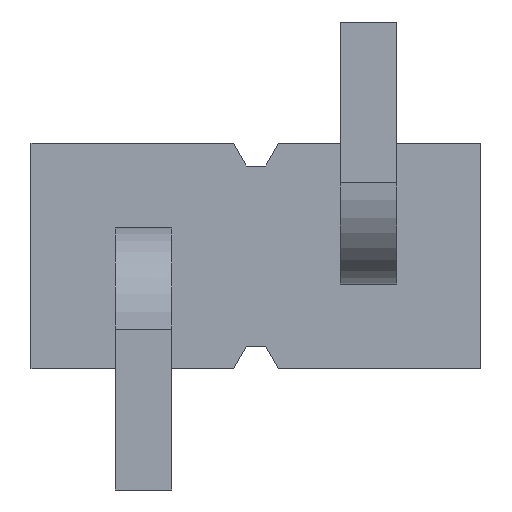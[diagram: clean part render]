
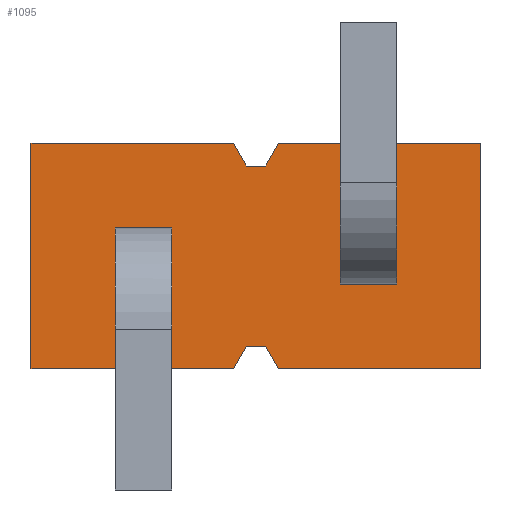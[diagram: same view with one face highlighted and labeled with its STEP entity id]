
A CAD part, front view. The second image highlights one B-rep face of the part: STEP entity #1095.
In plain terms, the highlighted planar face has unit normal (0, -1, 0).
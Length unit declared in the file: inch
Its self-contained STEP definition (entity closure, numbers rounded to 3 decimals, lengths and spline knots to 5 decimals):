
#68=ORIENTED_EDGE('',*,*,#380,.T.);
#69=ORIENTED_EDGE('',*,*,#381,.T.);
#70=ORIENTED_EDGE('',*,*,#382,.T.);
#71=ORIENTED_EDGE('',*,*,#383,.T.);
#72=ORIENTED_EDGE('',*,*,#384,.T.);
#73=ORIENTED_EDGE('',*,*,#385,.T.);
#74=ORIENTED_EDGE('',*,*,#386,.T.);
#75=ORIENTED_EDGE('',*,*,#387,.T.);
#76=ORIENTED_EDGE('',*,*,#388,.T.);
#77=ORIENTED_EDGE('',*,*,#389,.T.);
#78=ORIENTED_EDGE('',*,*,#390,.T.);
#79=ORIENTED_EDGE('',*,*,#391,.F.);
#80=ORIENTED_EDGE('',*,*,#392,.F.);
#81=ORIENTED_EDGE('',*,*,#393,.F.);
#82=ORIENTED_EDGE('',*,*,#394,.T.);
#83=ORIENTED_EDGE('',*,*,#395,.T.);
#84=ORIENTED_EDGE('',*,*,#396,.T.);
#85=ORIENTED_EDGE('',*,*,#397,.F.);
#86=ORIENTED_EDGE('',*,*,#398,.F.);
#87=ORIENTED_EDGE('',*,*,#399,.F.);
#380=EDGE_CURVE('',#536,#537,#640,.T.);
#381=EDGE_CURVE('',#537,#538,#641,.T.);
#382=EDGE_CURVE('',#538,#539,#642,.T.);
#383=EDGE_CURVE('',#539,#536,#643,.T.);
#384=EDGE_CURVE('',#540,#541,#644,.T.);
#385=EDGE_CURVE('',#541,#542,#645,.T.);
#386=EDGE_CURVE('',#542,#543,#646,.T.);
#387=EDGE_CURVE('',#543,#540,#647,.T.);
#388=EDGE_CURVE('',#544,#545,#648,.T.);
#389=EDGE_CURVE('',#545,#546,#649,.T.);
#390=EDGE_CURVE('',#546,#547,#650,.T.);
#391=EDGE_CURVE('',#548,#547,#651,.T.);
#392=EDGE_CURVE('',#549,#548,#652,.T.);
#393=EDGE_CURVE('',#550,#549,#653,.T.);
#394=EDGE_CURVE('',#550,#551,#654,.T.);
#395=EDGE_CURVE('',#551,#552,#655,.T.);
#396=EDGE_CURVE('',#552,#553,#656,.T.);
#397=EDGE_CURVE('',#554,#553,#657,.T.);
#398=EDGE_CURVE('',#555,#554,#658,.T.);
#399=EDGE_CURVE('',#544,#555,#659,.T.);
#536=VERTEX_POINT('',#1592);
#537=VERTEX_POINT('',#1593);
#538=VERTEX_POINT('',#1595);
#539=VERTEX_POINT('',#1597);
#540=VERTEX_POINT('',#1600);
#541=VERTEX_POINT('',#1601);
#542=VERTEX_POINT('',#1603);
#543=VERTEX_POINT('',#1605);
#544=VERTEX_POINT('',#1608);
#545=VERTEX_POINT('',#1609);
#546=VERTEX_POINT('',#1611);
#547=VERTEX_POINT('',#1613);
#548=VERTEX_POINT('',#1615);
#549=VERTEX_POINT('',#1617);
#550=VERTEX_POINT('',#1619);
#551=VERTEX_POINT('',#1621);
#552=VERTEX_POINT('',#1623);
#553=VERTEX_POINT('',#1625);
#554=VERTEX_POINT('',#1627);
#555=VERTEX_POINT('',#1629);
#640=LINE('',#1591,#788);
#641=LINE('',#1594,#789);
#642=LINE('',#1596,#790);
#643=LINE('',#1598,#791);
#644=LINE('',#1599,#792);
#645=LINE('',#1602,#793);
#646=LINE('',#1604,#794);
#647=LINE('',#1606,#795);
#648=LINE('',#1607,#796);
#649=LINE('',#1610,#797);
#650=LINE('',#1612,#798);
#651=LINE('',#1614,#799);
#652=LINE('',#1616,#800);
#653=LINE('',#1618,#801);
#654=LINE('',#1620,#802);
#655=LINE('',#1622,#803);
#656=LINE('',#1624,#804);
#657=LINE('',#1626,#805);
#658=LINE('',#1628,#806);
#659=LINE('',#1630,#807);
#788=VECTOR('',#1286,39.37008);
#789=VECTOR('',#1287,39.37008);
#790=VECTOR('',#1288,39.37008);
#791=VECTOR('',#1289,39.37008);
#792=VECTOR('',#1290,39.37008);
#793=VECTOR('',#1291,39.37008);
#794=VECTOR('',#1292,39.37008);
#795=VECTOR('',#1293,39.37008);
#796=VECTOR('',#1294,39.37008);
#797=VECTOR('',#1295,39.37008);
#798=VECTOR('',#1296,39.37008);
#799=VECTOR('',#1297,39.37008);
#800=VECTOR('',#1298,39.37008);
#801=VECTOR('',#1299,39.37008);
#802=VECTOR('',#1300,39.37008);
#803=VECTOR('',#1301,39.37008);
#804=VECTOR('',#1302,39.37008);
#805=VECTOR('',#1303,39.37008);
#806=VECTOR('',#1304,39.37008);
#807=VECTOR('',#1305,39.37008);
#919=EDGE_LOOP('',(#68,#69,#70,#71));
#920=EDGE_LOOP('',(#72,#73,#74,#75));
#921=EDGE_LOOP('',(#76,#77,#78,#79,#80,#81,#82,#83,#84,#85,#86,#87));
#981=FACE_BOUND('',#919,.T.);
#982=FACE_BOUND('',#920,.T.);
#983=FACE_BOUND('',#921,.T.);
#1041=PLANE('',#1192);
#1095=ADVANCED_FACE('',(#981,#982,#983),#1041,.F.);
#1192=AXIS2_PLACEMENT_3D('',#1590,#1284,#1285);
#1284=DIRECTION('',(0.,1.,0.));
#1285=DIRECTION('',(0.,0.,1.));
#1286=DIRECTION('',(0.,0.,1.));
#1287=DIRECTION('',(1.,0.,0.));
#1288=DIRECTION('',(0.,0.,-1.));
#1289=DIRECTION('',(-1.,0.,0.));
#1290=DIRECTION('',(0.,0.,1.));
#1291=DIRECTION('',(1.,0.,0.));
#1292=DIRECTION('',(0.,0.,-1.));
#1293=DIRECTION('',(-1.,0.,0.));
#1294=DIRECTION('',(0.5,0.,0.866));
#1295=DIRECTION('',(1.,0.,0.));
#1296=DIRECTION('',(0.5,0.,-0.866));
#1297=DIRECTION('',(-1.,0.,0.));
#1298=DIRECTION('',(0.,0.,-1.));
#1299=DIRECTION('',(1.,0.,0.));
#1300=DIRECTION('',(-0.5,0.,-0.866));
#1301=DIRECTION('',(-1.,0.,0.));
#1302=DIRECTION('',(-0.5,0.,0.866));
#1303=DIRECTION('',(1.,0.,0.));
#1304=DIRECTION('',(0.,0.,1.));
#1305=DIRECTION('',(-1.,0.,0.));
#1590=CARTESIAN_POINT('',(0.,-0.05,0.));
#1591=CARTESIAN_POINT('',(-0.0625,-0.05,-0.0125));
#1592=CARTESIAN_POINT('',(-0.0625,-0.05,-0.0125));
#1593=CARTESIAN_POINT('',(-0.0625,-0.05,0.0125));
#1594=CARTESIAN_POINT('',(-0.0625,-0.05,0.0125));
#1595=CARTESIAN_POINT('',(-0.0375,-0.05,0.0125));
#1596=CARTESIAN_POINT('',(-0.0375,-0.05,0.0125));
#1597=CARTESIAN_POINT('',(-0.0375,-0.05,-0.0125));
#1598=CARTESIAN_POINT('',(-0.0375,-0.05,-0.0125));
#1599=CARTESIAN_POINT('',(0.0375,-0.05,-0.0125));
#1600=CARTESIAN_POINT('',(0.0375,-0.05,-0.0125));
#1601=CARTESIAN_POINT('',(0.0375,-0.05,0.0125));
#1602=CARTESIAN_POINT('',(0.0375,-0.05,0.0125));
#1603=CARTESIAN_POINT('',(0.0625,-0.05,0.0125));
#1604=CARTESIAN_POINT('',(0.0625,-0.05,0.0125));
#1605=CARTESIAN_POINT('',(0.0625,-0.05,-0.0125));
#1606=CARTESIAN_POINT('',(0.0625,-0.05,-0.0125));
#1607=CARTESIAN_POINT('',(-0.01,-0.05,-0.05));
#1608=CARTESIAN_POINT('',(-0.01,-0.05,-0.05));
#1609=CARTESIAN_POINT('',(-0.00423,-0.05,-0.04));
#1610=CARTESIAN_POINT('',(-0.00423,-0.05,-0.04));
#1611=CARTESIAN_POINT('',(0.00423,-0.05,-0.04));
#1612=CARTESIAN_POINT('',(0.00423,-0.05,-0.04));
#1613=CARTESIAN_POINT('',(0.01,-0.05,-0.05));
#1614=CARTESIAN_POINT('',(0.1,-0.05,-0.05));
#1615=CARTESIAN_POINT('',(0.1,-0.05,-0.05));
#1616=CARTESIAN_POINT('',(0.1,-0.05,0.05));
#1617=CARTESIAN_POINT('',(0.1,-0.05,0.05));
#1618=CARTESIAN_POINT('',(-0.1,-0.05,0.05));
#1619=CARTESIAN_POINT('',(0.01,-0.05,0.05));
#1620=CARTESIAN_POINT('',(0.01,-0.05,0.05));
#1621=CARTESIAN_POINT('',(0.00423,-0.05,0.04));
#1622=CARTESIAN_POINT('',(0.00423,-0.05,0.04));
#1623=CARTESIAN_POINT('',(-0.00423,-0.05,0.04));
#1624=CARTESIAN_POINT('',(-0.00423,-0.05,0.04));
#1625=CARTESIAN_POINT('',(-0.01,-0.05,0.05));
#1626=CARTESIAN_POINT('',(-0.1,-0.05,0.05));
#1627=CARTESIAN_POINT('',(-0.1,-0.05,0.05));
#1628=CARTESIAN_POINT('',(-0.1,-0.05,-0.05));
#1629=CARTESIAN_POINT('',(-0.1,-0.05,-0.05));
#1630=CARTESIAN_POINT('',(0.1,-0.05,-0.05));
